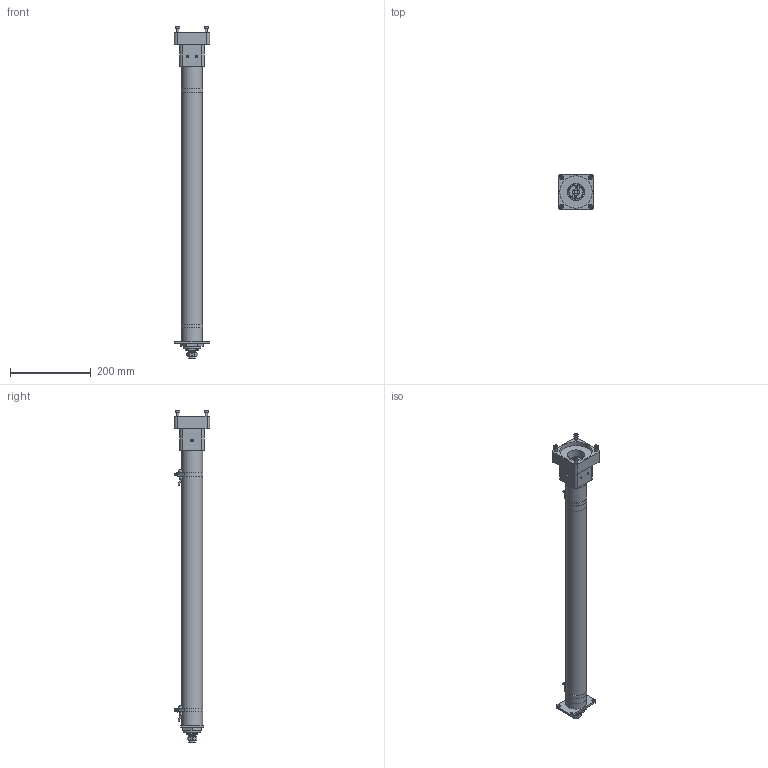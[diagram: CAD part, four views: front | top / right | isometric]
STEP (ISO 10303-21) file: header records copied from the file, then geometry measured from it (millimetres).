
FILE_DESCRIPTION (( 'STEP AP203' ), '1' );
FILE_NAME ('ERD-485177-1.step', '2025-04-01T20:06:45', ( '' ), ( '' ), 'SwSTEP 2.0', 'SolidWorks 2024', '' );
FILE_SCHEMA (( 'CONFIG_CONTROL_DESIGN' ));
Length unit declared in the file: inch
Products named in the file (9): 21931025_ERD-485177-1; tempJoin4_45109053_ERD-485177-1; tempJoin1_21909020_ERD-485177-1; 21931023_ERD-485177-1; tempJoin0_21939206_ERD-485177-1; ERD-485177-1; tempJoin0_21909020_ERD-485177-1; Base_ERD-485177-1; 21931020_ERD-485177-1
Assembly tree (8 placements, depth 2):
  ERD-485177-1
    tempJoin0_21939206_ERD-485177-1
    21931023_ERD-485177-1
    21931025_ERD-485177-1
    21931020_ERD-485177-1
    tempJoin0_21909020_ERD-485177-1
    tempJoin1_21909020_ERD-485177-1
    tempJoin4_45109053_ERD-485177-1
    Base_ERD-485177-1
Bounding box: 88.9 x 87.28 x 822.51 mm (x, y, z)
Volume: 1180678 mm3; surface area: 392796.4 mm2
Topology: 8 solids, 12 shells, 608 faces, 1490 edges, 966 vertices
Faces by surface type: plane 383, cylinder 171, torus 30, cone 22, bspline 2
Full cylindrical faces by diameter (mm): 1.981 x2, 2.921 x4, 3 x4, 3.3 x4, 3.8 x2, 4 x4, 4.826 x4, 5 x4, 5.001 x4, 5.3 x2, 5.999 x4, 6 x4, 6.8 x2, 7 x4, 7.137 x4, 7.874 x4, 10 x4, 12.7 x1, 13.716 x1, 14 x1, 16 x1, 30.48 x1, 33.6 x1, 34.925 x1, 41.992 x1, 42.081 x1, 42.418 x1, 42.5 x1, 43.18 x1, 44 x1
Entity records: 19567 total; most frequent: CARTESIAN_POINT 4533, DIRECTION 2976, ORIENTED_EDGE 2690, EDGE_CURVE 1345, AXIS2_PLACEMENT_3D 1074, VERTEX_POINT 933, LINE 828, VECTOR 828
